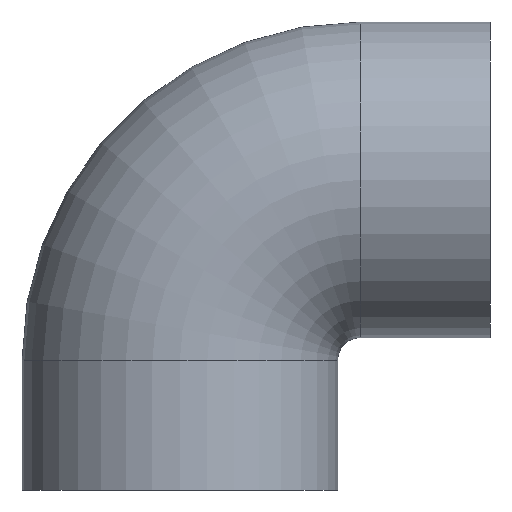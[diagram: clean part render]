
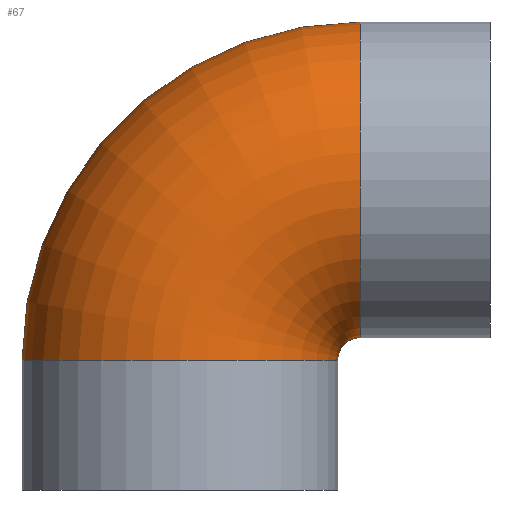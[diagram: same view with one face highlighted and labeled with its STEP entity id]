
A CAD part, front view. The second image highlights one B-rep face of the part: STEP entity #67.
In plain terms, the highlighted toroidal (fillet/blend) face has major radius 16 mm and minor radius 14 mm.
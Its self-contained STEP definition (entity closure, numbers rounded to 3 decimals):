
#67=ADVANCED_FACE('',(#131),#132,.T.);
#131=FACE_OUTER_BOUND('',#189,.T.);
#132=TOROIDAL_SURFACE('',#190,16.0,14.0);
#189=EDGE_LOOP('',(#313,#314,#315,#316));
#190=AXIS2_PLACEMENT_3D('',#317,#318,#319);
#313=ORIENTED_EDGE('',*,*,#338,.T.);
#314=ORIENTED_EDGE('',*,*,#385,.T.);
#315=ORIENTED_EDGE('',*,*,#340,.T.);
#316=ORIENTED_EDGE('',*,*,#375,.T.);
#317=CARTESIAN_POINT('',(16.0,0.,11.5));
#318=DIRECTION('',(0.0,-1.0,0.0));
#319=DIRECTION('',(0.0,0.0,-1.0));
#338=EDGE_CURVE('',#391,#392,#393,.T.);
#340=EDGE_CURVE('',#396,#394,#397,.T.);
#375=EDGE_CURVE('',#394,#391,#449,.T.);
#385=EDGE_CURVE('',#392,#396,#460,.T.);
#391=VERTEX_POINT('',#466);
#392=VERTEX_POINT('',#467);
#393=CIRCLE('',#468,30.0);
#394=VERTEX_POINT('',#469);
#396=VERTEX_POINT('',#471);
#397=CIRCLE('',#472,2.0);
#449=CIRCLE('',#929,14.0);
#460=CIRCLE('',#1067,14.0);
#466=CARTESIAN_POINT('',(16.0,0.,41.5));
#467=CARTESIAN_POINT('',(-14.0,0.0,11.5));
#468=AXIS2_PLACEMENT_3D('',#1072,#1073,#1074);
#469=CARTESIAN_POINT('',(16.0,0.0,13.5));
#471=CARTESIAN_POINT('',(14.0,0.,11.5));
#472=AXIS2_PLACEMENT_3D('',#1078,#1079,#1080);
#929=AXIS2_PLACEMENT_3D('',#1125,#1126,#1127);
#1067=AXIS2_PLACEMENT_3D('',#1134,#1135,#1136);
#1072=CARTESIAN_POINT('',(16.0,0.,11.5));
#1073=DIRECTION('',(0.0,-1.0,0.0));
#1074=DIRECTION('',(0.0,0.0,-1.0));
#1078=CARTESIAN_POINT('',(16.0,0.,11.5));
#1079=DIRECTION('',(-0.0,1.0,0.0));
#1080=DIRECTION('',(0.0,0.0,-1.0));
#1125=CARTESIAN_POINT('',(16.0,0.,27.5));
#1126=DIRECTION('',(-1.0,0.0,0.0));
#1127=DIRECTION('',(0.0,0.,-1.0));
#1134=CARTESIAN_POINT('',(0.0,0.0,11.5));
#1135=DIRECTION('',(0.0,0.0,1.0));
#1136=DIRECTION('',(-1.0,0.0,0.0));
